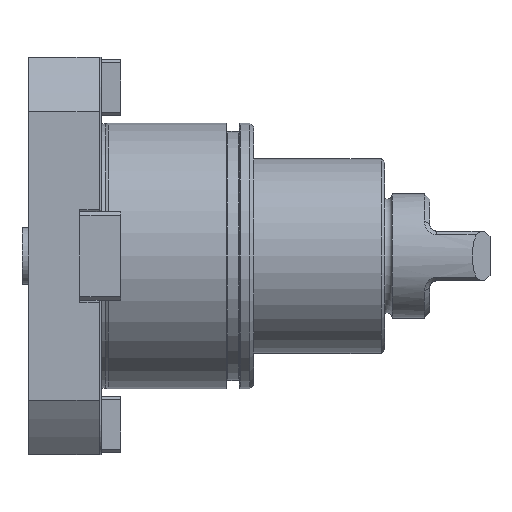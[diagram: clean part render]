
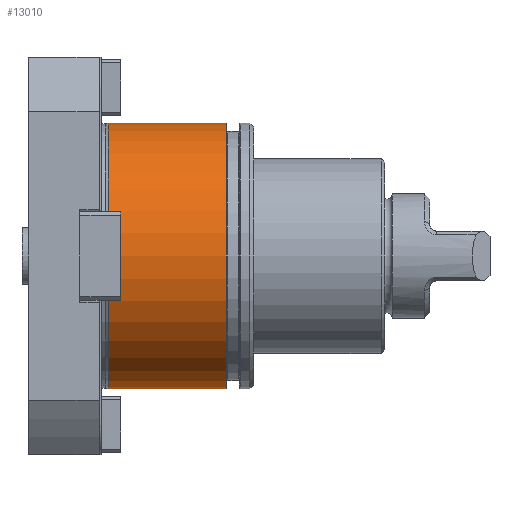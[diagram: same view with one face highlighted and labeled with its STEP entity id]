
A CAD part, left-side view. The second image highlights one B-rep face of the part: STEP entity #13010.
In plain terms, the highlighted cylindrical face has radius 37.5 mm (diameter 75 mm), a full revolution.
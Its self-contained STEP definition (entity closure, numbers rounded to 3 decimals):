
#810 = EDGE_CURVE ( 'NONE', #851, #851, #7763, .T. ) ;
#851 = VERTEX_POINT ( 'NONE', #17615 ) ;
#935 = CIRCLE ( 'NONE', #11628, 37.5 ) ;
#1047 = ORIENTED_EDGE ( 'NONE', *, *, #2311, .T. ) ;
#1352 = EDGE_LOOP ( 'NONE', ( #1047 ) ) ;
#2311 = EDGE_CURVE ( 'NONE', #7476, #7476, #935, .T. ) ;
#5023 = FACE_OUTER_BOUND ( 'NONE', #1352, .T. ) ;
#6075 = CARTESIAN_POINT ( 'NONE',  ( 0., -55.8, 0. ) ) ;
#6957 = AXIS2_PLACEMENT_3D ( 'NONE', #13743, #10189, #9670 ) ;
#7130 = ORIENTED_EDGE ( 'NONE', *, *, #810, .F. ) ;
#7476 = VERTEX_POINT ( 'NONE', #16160 ) ;
#7763 = CIRCLE ( 'NONE', #21679, 37.5 ) ;
#8622 = CYLINDRICAL_SURFACE ( 'NONE', #6957, 37.5 ) ;
#9063 = EDGE_LOOP ( 'NONE', ( #7130 ) ) ;
#9670 = DIRECTION ( 'NONE',  ( 0., 0., 1. ) ) ;
#10008 = DIRECTION ( 'NONE',  ( 0., 0., 1. ) ) ;
#10189 = DIRECTION ( 'NONE',  ( 0., 1., 0. ) ) ;
#11628 = AXIS2_PLACEMENT_3D ( 'NONE', #6075, #19692, #21389 ) ;
#11787 = DIRECTION ( 'NONE',  ( 0., 1., 0. ) ) ;
#11854 = FACE_OUTER_BOUND ( 'NONE', #9063, .T. ) ;
#13010 = ADVANCED_FACE ( 'Defeature completata1_54', ( #5023, #11854 ), #8622, .T. ) ;
#13743 = CARTESIAN_POINT ( 'NONE',  ( 0., 0., 0. ) ) ;
#14794 = CARTESIAN_POINT ( 'NONE',  ( 0., -22.5, 0. ) ) ;
#16160 = CARTESIAN_POINT ( 'NONE',  ( 0., -55.8, 37.5 ) ) ;
#17615 = CARTESIAN_POINT ( 'NONE',  ( 0., -22.5, 37.5 ) ) ;
#19692 = DIRECTION ( 'NONE',  ( 0., 1., 0. ) ) ;
#21389 = DIRECTION ( 'NONE',  ( 0., 0., 1. ) ) ;
#21679 = AXIS2_PLACEMENT_3D ( 'NONE', #14794, #11787, #10008 ) ;
